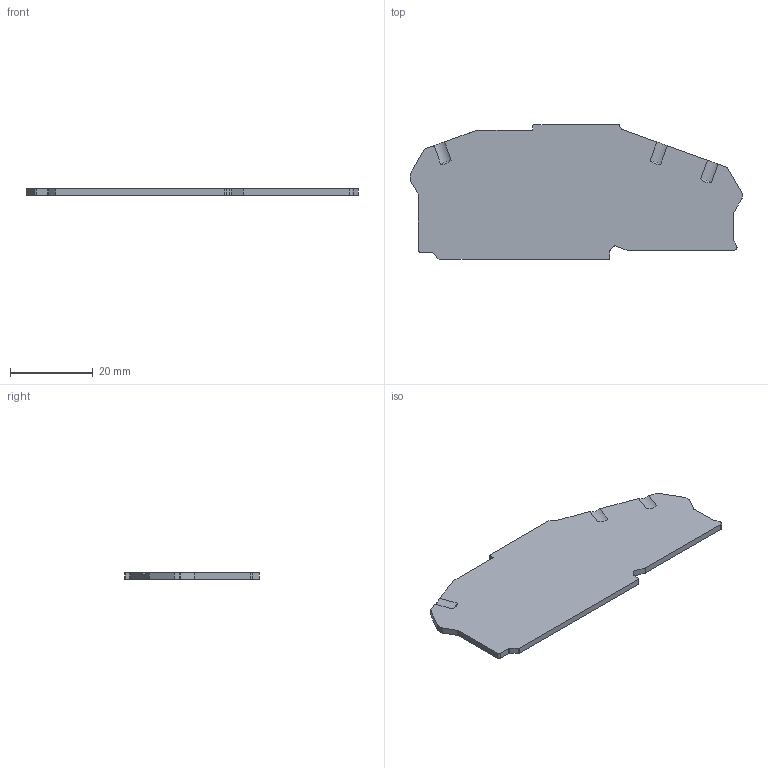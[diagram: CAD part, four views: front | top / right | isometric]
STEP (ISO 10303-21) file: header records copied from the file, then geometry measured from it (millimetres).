
FILE_DESCRIPTION(/* description */ (''),/* implementation_level */ '2;1');
FILE_NAME(/* name */ '3797_ZAPT25_3A_iso.stp',/* time_stamp */ '2011-08-05T11:45:27+02:00',/* author */ (''),/* organization */ (''),/* preprocessor_version */ 'ST-DEVELOPER v11',/* originating_system */ 'SIEMENS UGS NX 6.0',/* authorisation */ '');
FILE_SCHEMA (('CONFIG_CONTROL_DESIGN'));
Length unit declared in the file: millimetre
Products named in the file (1): 3797_ZAPT25_3A_iso
Bounding box: 80.21 x 32.6 x 1.5 mm (x, y, z)
Volume: 3271 mm3; surface area: 4684.5 mm2
Topology: 1 solids, 1 shells, 52 faces, 150 edges, 100 vertices
Faces by surface type: cylinder 25, plane 24, cone 3
Entity records: 1858 total; most frequent: CARTESIAN_POINT 357, DIRECTION 303, ORIENTED_EDGE 300, EDGE_CURVE 150, AXIS2_PLACEMENT_3D 103, VERTEX_POINT 100, LINE 97, VECTOR 97
